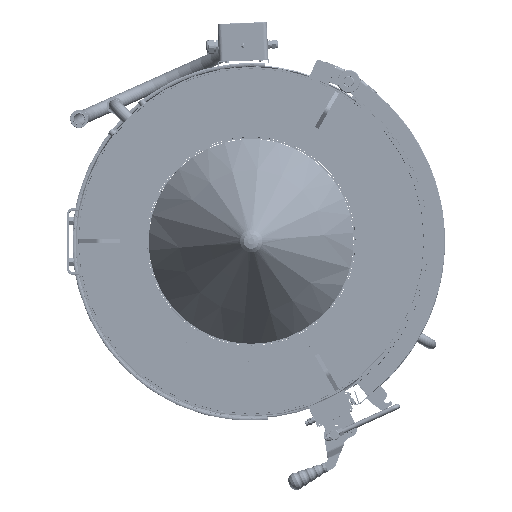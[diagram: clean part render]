
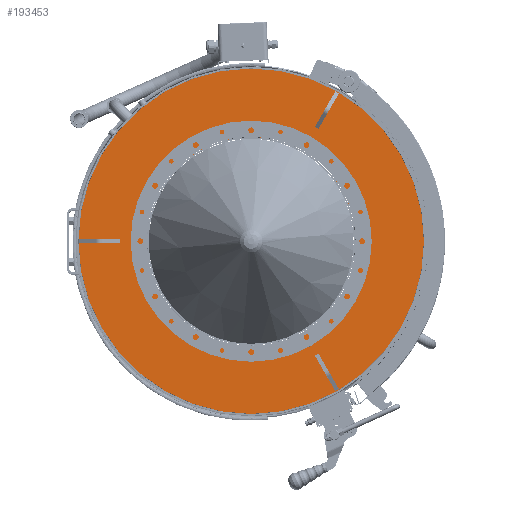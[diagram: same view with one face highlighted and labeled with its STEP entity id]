
A CAD part, top view. The second image highlights one B-rep face of the part: STEP entity #193453.
In plain terms, the highlighted planar face has unit normal (0, 0, 1).
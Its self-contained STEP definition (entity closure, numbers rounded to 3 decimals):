
#47279=PLANE('',#206806);
#49812=FACE_BOUND('',#72489,.T.);
#60013=FACE_OUTER_BOUND('',#72488,.T.);
#72488=EDGE_LOOP('',(#170533));
#72489=EDGE_LOOP('',(#170534));
#76693=CIRCLE('',#206801,25.45);
#76695=CIRCLE('',#206804,42.05);
#93510=VERTEX_POINT('',#343490);
#93512=VERTEX_POINT('',#343495);
#119189=EDGE_CURVE('',#93510,#93510,#76693,.T.);
#119191=EDGE_CURVE('',#93512,#93512,#76695,.T.);
#170533=ORIENTED_EDGE('',*,*,#119191,.F.);
#170534=ORIENTED_EDGE('',*,*,#119189,.T.);
#193453=ADVANCED_FACE('',(#60013,#49812),#47279,.F.);
#206801=AXIS2_PLACEMENT_3D('',#343491,#249292,#249293);
#206804=AXIS2_PLACEMENT_3D('',#343496,#249298,#249299);
#206806=AXIS2_PLACEMENT_3D('',#343499,#249302,#249303);
#249292=DIRECTION('center_axis',(0.,0.,
-1.));
#249293=DIRECTION('ref_axis',(0.,-1.,0.));
#249298=DIRECTION('center_axis',(0.,0.,
-1.));
#249299=DIRECTION('ref_axis',(0.,-1.,0.));
#249302=DIRECTION('center_axis',(0.,0.,
-1.));
#249303=DIRECTION('ref_axis',(0.,-1.,0.));
#343490=CARTESIAN_POINT('',(0.,25.45,113.965));
#343491=CARTESIAN_POINT('Origin',(0.,0.,
113.965));
#343495=CARTESIAN_POINT('',(0.,42.05,113.965));
#343496=CARTESIAN_POINT('Origin',(0.,0.,
113.965));
#343499=CARTESIAN_POINT('Origin',(0.,0.,
113.965));
